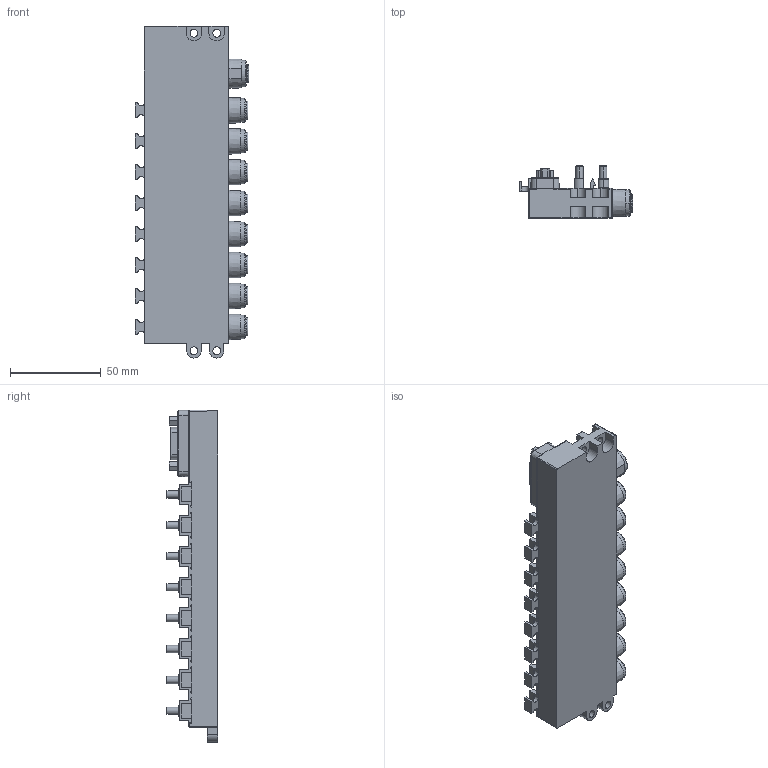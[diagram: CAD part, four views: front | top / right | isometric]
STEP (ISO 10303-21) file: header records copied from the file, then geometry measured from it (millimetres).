
FILE_DESCRIPTION (( 'STEP AP214' ), '1' );
FILE_NAME ('BVM-386M.STEP', '2014-06-19T17:02:05', ( '' ), ( '' ), 'SwSTEP 2.0', 'SolidWorks 2013', '' );
FILE_SCHEMA (( 'AUTOMOTIVE_DESIGN' ));
Length unit declared in the file: millimetre
Products named in the file (1): BVM-386M
Bounding box: 62.17 x 28.5 x 182.54 mm (x, y, z)
Volume: 143769 mm3; surface area: 46781.7 mm2
Topology: 1 solids, 8 shells, 2031 faces, 5227 edges, 3231 vertices
Faces by surface type: plane 1060, cylinder 569, torus 186, cone 114, sphere 66, bspline 36
Entity records: 69148 total; most frequent: CARTESIAN_POINT 13932, ORIENTED_EDGE 10318, DIRECTION 10296, EDGE_CURVE 5159, AXIS2_PLACEMENT_3D 3498, LINE 3300, VECTOR 3300, VERTEX_POINT 3231
